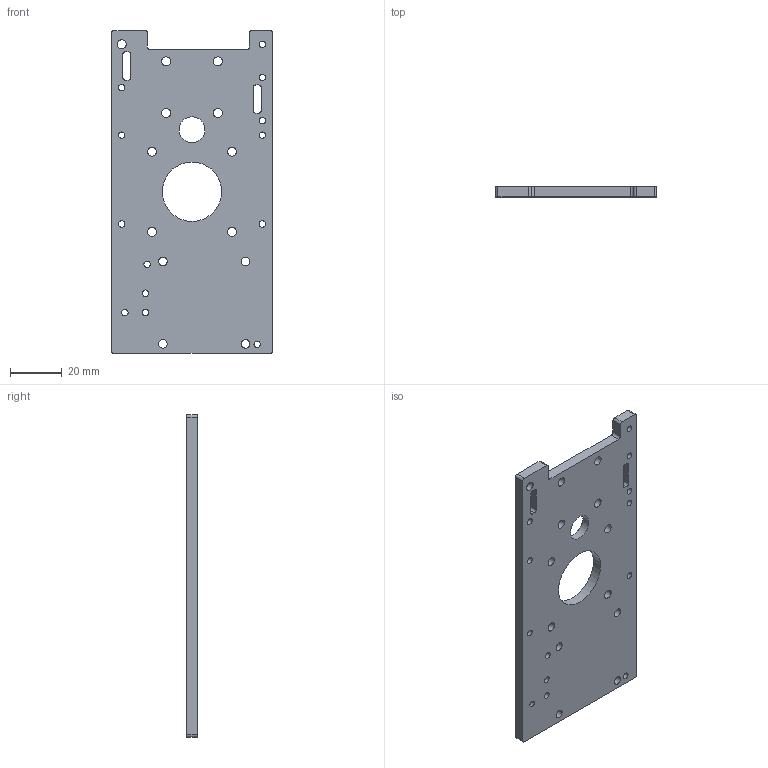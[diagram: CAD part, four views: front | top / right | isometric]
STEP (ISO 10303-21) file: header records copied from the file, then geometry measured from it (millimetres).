
FILE_DESCRIPTION(/* description */ (''),/* implementation_level */ '2;1');
FILE_NAME(/* name */ 'CNC_X-Plate_5point_V2 v1.step',/* time_stamp */ '2021-02-12T13:27:02-05:00',/* author */ (''),/* organization */ (''),/* preprocessor_version */ 'ST-DEVELOPER v18.1',/* originating_system */ 'Autodesk Translation Framework v9.7.1.1290',/* authorisation */ '');
FILE_SCHEMA (('AUTOMOTIVE_DESIGN { 1 0 10303 214 3 1 1 }'));
Length unit declared in the file: millimetre
Products named in the file (1): CNC_X-Plate_5point_V2
Bounding box: 62.5 x 4 x 125 mm (x, y, z)
Volume: 26475.6 mm3; surface area: 16885.4 mm2
Topology: 1 solids, 1 shells, 113 faces, 320 edges, 212 vertices
Faces by surface type: cylinder 59, plane 46, cone 8
Full cylindrical faces by diameter (mm): 2.5 x13, 3.3 x4, 3.5 x9, 10 x1, 12 x1, 23 x1
Entity records: 3876 total; most frequent: DIRECTION 682, CARTESIAN_POINT 646, ORIENTED_EDGE 640, EDGE_CURVE 320, AXIS2_PLACEMENT_3D 248, VERTEX_POINT 212, LINE 186, VECTOR 186
